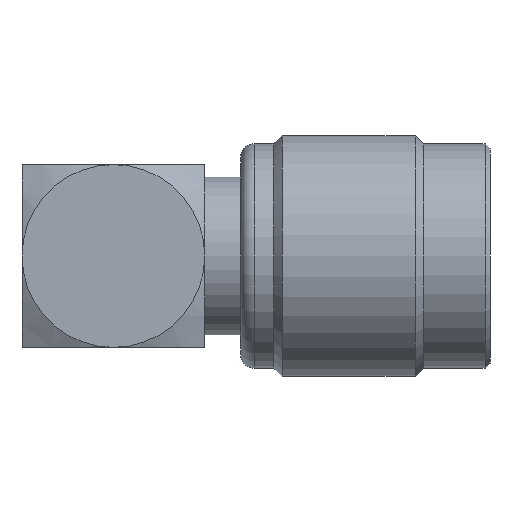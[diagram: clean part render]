
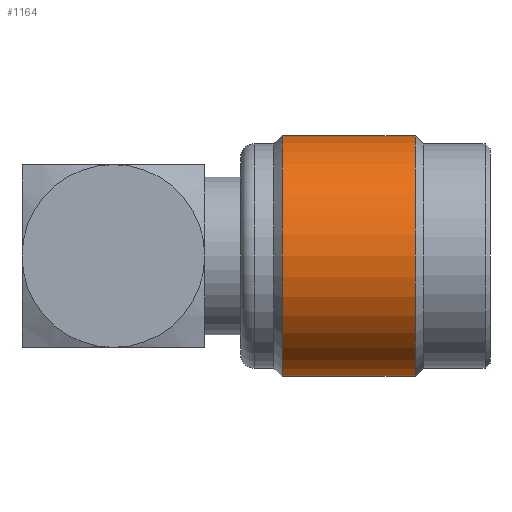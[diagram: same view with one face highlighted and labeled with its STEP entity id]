
A CAD part, front view. The second image highlights one B-rep face of the part: STEP entity #1164.
In plain terms, the highlighted cylindrical face has radius 7.25 mm (diameter 14.5 mm), a partial arc.
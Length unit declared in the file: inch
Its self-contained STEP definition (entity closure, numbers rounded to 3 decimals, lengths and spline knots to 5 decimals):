
#256 = VERTEX_POINT ( 'NONE', #2036 ) ;
#261 = VERTEX_POINT ( 'NONE', #1887 ) ;
#303 = VERTEX_POINT ( 'NONE', #1946 ) ;
#336 = VERTEX_POINT ( 'NONE', #2002 ) ;
#337 = EDGE_CURVE ( 'NONE', #336, #303, #1979, .T. ) ;
#352 = EDGE_CURVE ( 'NONE', #261, #256, #1961, .T. ) ;
#985 = ORIENTED_EDGE ( 'NONE', *, *, #337, .T. ) ;
#986 = ORIENTED_EDGE ( 'NONE', *, *, #352, .F. ) ;
#988 = EDGE_CURVE ( 'NONE', #256, #303, #2932, .T. ) ;
#992 = ORIENTED_EDGE ( 'NONE', *, *, #988, .F. ) ;
#1002 = ORIENTED_EDGE ( 'NONE', *, *, #1060, .T. ) ;
#1060 = EDGE_CURVE ( 'NONE', #261, #336, #3211, .T. ) ;
#1111 = EDGE_LOOP ( 'NONE', ( #986, #1002, #985, #992 ) ) ;
#1164 = ADVANCED_FACE ( 'NONE', ( #3376 ), #3288, .T. ) ;
#1887 = CARTESIAN_POINT ( 'NONE',  ( 0.715, 0.215, -0.28543 ) ) ;
#1946 = CARTESIAN_POINT ( 'NONE',  ( 0.40004, 0.215, 0.28543 ) ) ;
#1961 = LINE ( 'NONE', #2040, #2039 ) ;
#1965 = VECTOR ( 'NONE', #1994, 39.37008 ) ;
#1979 = LINE ( 'NONE', #1995, #1965 ) ;
#1994 = DIRECTION ( 'NONE',  ( -1., 0., 0. ) ) ;
#1995 = CARTESIAN_POINT ( 'NONE',  ( -0.51827, 0.215, 0.28543 ) ) ;
#2002 = CARTESIAN_POINT ( 'NONE',  ( 0.715, 0.215, 0.28543 ) ) ;
#2036 = CARTESIAN_POINT ( 'NONE',  ( 0.40004, 0.215, -0.28543 ) ) ;
#2038 = DIRECTION ( 'NONE',  ( -1., 0., 0. ) ) ;
#2039 = VECTOR ( 'NONE', #2038, 39.37008 ) ;
#2040 = CARTESIAN_POINT ( 'NONE',  ( -0.51827, 0.215, -0.28543 ) ) ;
#2926 = CARTESIAN_POINT ( 'NONE',  ( 0.40004, 0.215, 0. ) ) ;
#2932 = CIRCLE ( 'NONE', #3061, 0.28543 ) ;
#3059 = DIRECTION ( 'NONE',  ( 0., 0., 1. ) ) ;
#3060 = DIRECTION ( 'NONE',  ( -1., 0., 0. ) ) ;
#3061 = AXIS2_PLACEMENT_3D ( 'NONE', #2926, #3060, #3059 ) ;
#3133 = AXIS2_PLACEMENT_3D ( 'NONE', #3198, #3214, #3213 ) ;
#3198 = CARTESIAN_POINT ( 'NONE',  ( 0.715, 0.215, 0. ) ) ;
#3211 = CIRCLE ( 'NONE', #3133, 0.28543 ) ;
#3213 = DIRECTION ( 'NONE',  ( 0., 0., 1. ) ) ;
#3214 = DIRECTION ( 'NONE',  ( -1., 0., 0. ) ) ;
#3229 = CARTESIAN_POINT ( 'NONE',  ( -0.51827, 0.215, 0. ) ) ;
#3253 = DIRECTION ( 'NONE',  ( 0., 0., 1. ) ) ;
#3254 = DIRECTION ( 'NONE',  ( -1., 0., 0. ) ) ;
#3288 = CYLINDRICAL_SURFACE ( 'NONE', #3328, 0.28543 ) ;
#3328 = AXIS2_PLACEMENT_3D ( 'NONE', #3229, #3254, #3253 ) ;
#3376 = FACE_OUTER_BOUND ( 'NONE', #1111, .T. ) ;
